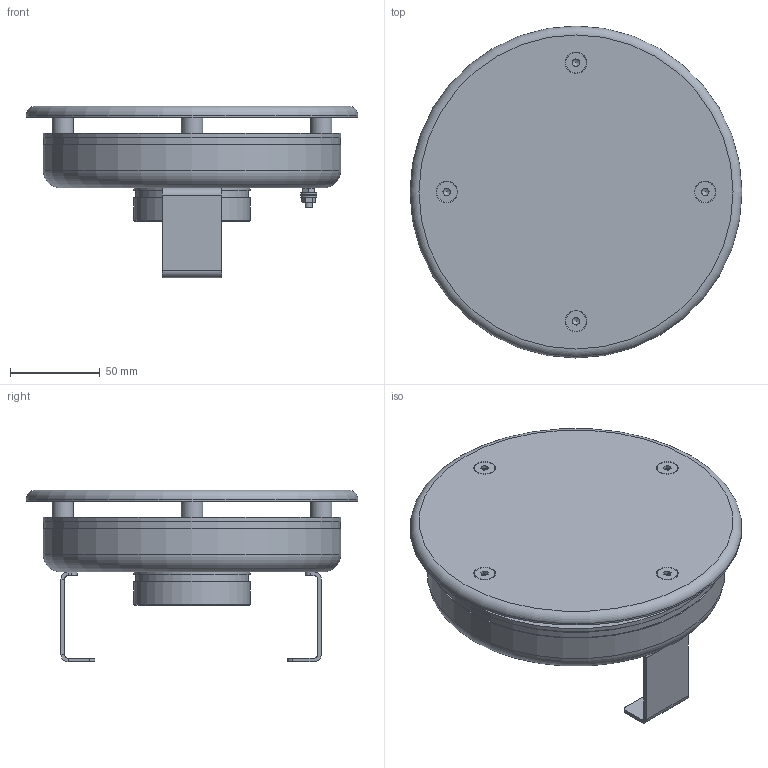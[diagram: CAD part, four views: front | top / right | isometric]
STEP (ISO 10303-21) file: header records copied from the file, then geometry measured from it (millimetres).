
FILE_DESCRIPTION (( 'STEP AP203' ), '1' );
FILE_NAME ('藉.620.2.STEP', '2025-03-14T14:16:09', ( '' ), ( '' ), 'SwSTEP 2.0', 'SolidWorks 2022', '' );
FILE_SCHEMA (( 'CONFIG_CONTROL_DESIGN' ));
Length unit declared in the file: millimetre
Products named in the file (1): ВЗ.620.2
Bounding box: 185 x 185 x 95.5 mm (x, y, z)
Volume: 735188.1 mm3; surface area: 150561.6 mm2
Topology: 8 solids, 18 shells, 523 faces, 1274 edges, 819 vertices
Faces by surface type: plane 294, cylinder 152, cone 61, torus 16
Full cylindrical faces by diameter (mm): 3.3 x1, 4 x1, 4.02 x4, 4.3 x2, 6 x4, 9 x2, 10 x4, 11.57 x12, 12 x4, 12.2 x4, 63 x1, 63.5 x1, 63.8 x1, 65 x2, 125 x1, 146 x1, 165 x1, 166 x2, 182.6 x1, 185 x1
Entity records: 14725 total; most frequent: CARTESIAN_POINT 2828, DIRECTION 2528, ORIENTED_EDGE 2270, EDGE_CURVE 1135, AXIS2_PLACEMENT_3D 961, VERTEX_POINT 773, EDGE_LOOP 666, LINE 606
